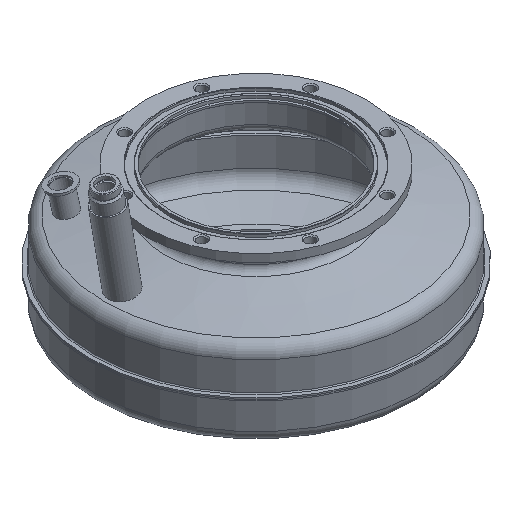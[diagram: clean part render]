
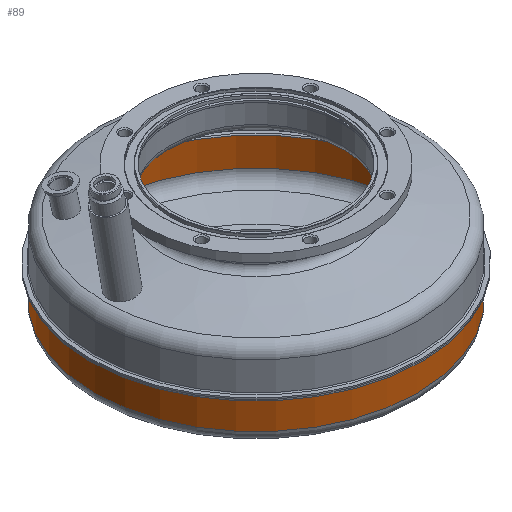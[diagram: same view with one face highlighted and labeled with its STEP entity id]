
A CAD part, isometric view. The second image highlights one B-rep face of the part: STEP entity #89.
In plain terms, the highlighted cylindrical face has radius 241 mm (diameter 482 mm), a full revolution.
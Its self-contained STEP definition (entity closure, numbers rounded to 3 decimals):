
#89=ADVANCED_FACE('',(#1687,#1689),#1691,.T.);
#1687=FACE_OUTER_BOUND('',#1688,.T.);
#1688=EDGE_LOOP('',(#10616));
#1689=FACE_OUTER_BOUND('',#1690,.T.);
#1690=EDGE_LOOP('',(#10617));
#1691=CYLINDRICAL_SURFACE('',#1692,241.);
#1692=AXIS2_PLACEMENT_3D('',#1693,#1694,#1695);
#1693=CARTESIAN_POINT('',(0.,0.,-46.414));
#1694=DIRECTION('',(0.,0.,1.));
#1695=DIRECTION('',(0.,1.,0.));
#10616=ORIENTED_EDGE('',*,*,#17245,.F.);
#10617=ORIENTED_EDGE('',*,*,#17246,.T.);
#17245=EDGE_CURVE('',#21778,#21778,#21779,.T.);
#17246=EDGE_CURVE('',#21780,#21780,#21781,.T.);
#21778=VERTEX_POINT('',#29732);
#21779=CIRCLE('',#29733,241.);
#21780=VERTEX_POINT('',#29737);
#21781=CIRCLE('',#29738,241.);
#29732=CARTESIAN_POINT('',(0.,241.,-3.5));
#29733=AXIS2_PLACEMENT_3D('',#29734,#29735,#29736);
#29734=CARTESIAN_POINT('',(0.,0.,-3.5));
#29735=DIRECTION('',(0.,0.,1.));
#29736=DIRECTION('',(0.,1.,0.));
#29737=CARTESIAN_POINT('',(0.,241.,-46.414));
#29738=AXIS2_PLACEMENT_3D('',#29739,#29740,#29741);
#29739=CARTESIAN_POINT('',(0.,0.,-46.414));
#29740=DIRECTION('',(0.,0.,1.));
#29741=DIRECTION('',(0.,1.,0.));
